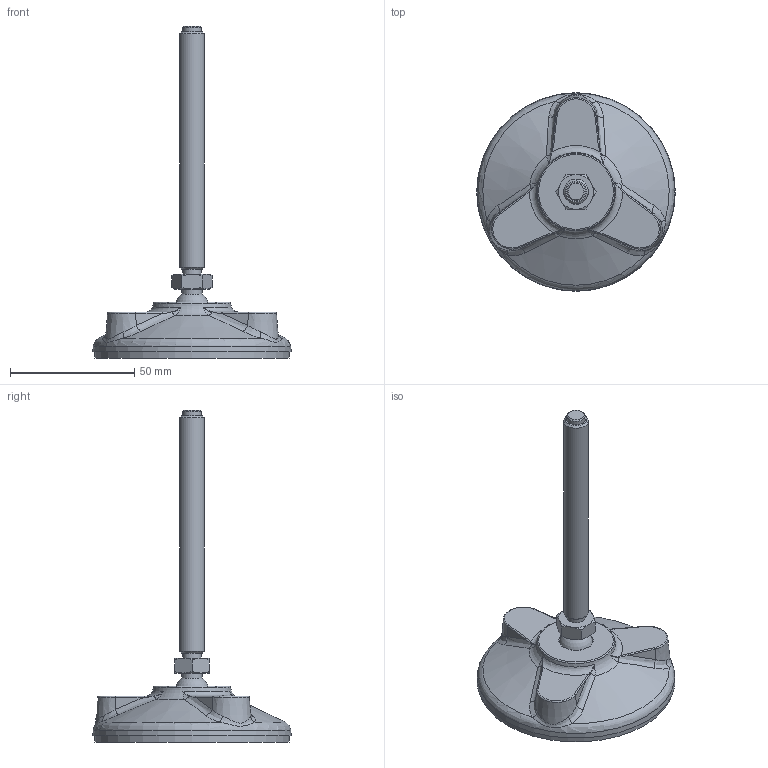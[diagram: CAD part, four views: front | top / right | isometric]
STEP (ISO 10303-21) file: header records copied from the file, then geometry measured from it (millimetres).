
FILE_DESCRIPTION(/* description */ ('AC2F'),/* implementation_level */ '2;1');
FILE_NAME(/* name */ '6323035',/* time_stamp */ '2018-06-06T13:35:48+02:00',/* author */ ('Zorzan Davide'),/* organization */ ('Gamm Srl.'),/* preprocessor_version */ 'ST-DEVELOPER v16.7',/* originating_system */ 'DEX',/* authorisation */ $);
FILE_SCHEMA (('CONFIG_CONTROL_DESIGN'));
Length unit declared in the file: millimetre
Products named in the file (1): 6323035
Bounding box: 80 x 80 x 133.78 mm (x, y, z)
Volume: 62473.5 mm3; surface area: 32306.4 mm2
Topology: 1 solids, 9 shells, 364 faces, 887 edges, 555 vertices
Faces by surface type: plane 134, cylinder 82, bspline 63, torus 42, cone 35, sphere 8
Full cylindrical faces by diameter (mm): 2.966 x3, 3 x3, 6 x3, 7.5 x2, 7.909 x3, 8.062 x1, 9.392 x3, 9.4 x3, 9.5 x1, 9.8 x1, 10 x1, 13.381 x1, 71.5 x1, 72.5 x1, 78.2 x1
Entity records: 16253 total; most frequent: CARTESIAN_POINT 6061, ORIENTED_EDGE 1604, DIRECTION 1434, EDGE_CURVE 802, AXIS2_PLACEMENT_3D 621, VERTEX_POINT 535, EDGE_LOOP 445, FACE_BOUND 445
